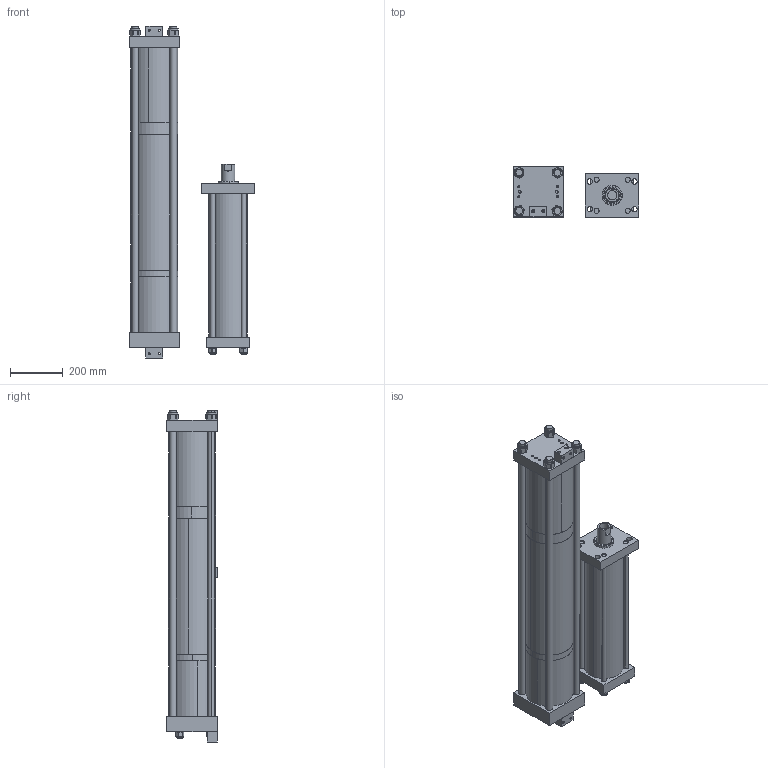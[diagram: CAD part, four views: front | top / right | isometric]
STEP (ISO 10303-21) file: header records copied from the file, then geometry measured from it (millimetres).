
FILE_DESCRIPTION (( 'STEP AP203' ), '1' );
FILE_NAME ('HPX-15-16.00-.50-FH.STEP', '2019-02-22T15:15:51', ( '' ), ( '' ), 'SwSTEP 2.0', 'SolidWorks 2018', '' );
FILE_SCHEMA (( 'CONFIG_CONTROL_DESIGN' ));
Length unit declared in the file: inch
Products named in the file (18): Nut30; E3061_HPX-15-6.0-.50; E1059_HPS-10-8.00-1.00-FH-LT-LC; E30BRK; NLN .75; E1060_HPX-15-16.00-.50; E3063_HPX-15-16.00-.50; HPX-15-16.00-.50-FH; E1004; F1003; E1001_2.0; E3062; E3064; ES1005_HPX-15-16.00-.50; E3013; ES3014_HPX-15-6.0-.50; E3011_HPX-15-16.00-.50; E3010
Assembly tree (30 placements, depth 2):
  HPX-15-16.00-.50-FH
    E3013
    E3010
    E3062
    E3064
    E30BRK  x2
    Nut30  x4
    E1004
    F1003
    E1001_2.0
    E1059_HPS-10-8.00-1.00-FH-LT-LC
    NLN .75  x4
    ES1005_HPX-15-16.00-.50
    E1060_HPX-15-16.00-.50  x4
    E3011_HPX-15-16.00-.50
    ES3014_HPX-15-6.0-.50
    E3061_HPX-15-6.0-.50
    E3063_HPX-15-16.00-.50  x4
Bounding box: 476.25 x 190.5 x 1255.01 mm (x, y, z)
Volume: 20305679.9 mm3; surface area: 2940727.3 mm2
Topology: 30 solids, 30 shells, 834 faces, 1992 edges, 1163 vertices
Faces by surface type: cylinder 426, plane 263, cone 49, bspline 48, sphere 48
Entity records: 18201 total; most frequent: CARTESIAN_POINT 4076, DIRECTION 2700, ORIENTED_EDGE 2272, EDGE_CURVE 1136, AXIS2_PLACEMENT_3D 1114, VERTEX_POINT 727, EDGE_LOOP 635, CIRCLE 601
